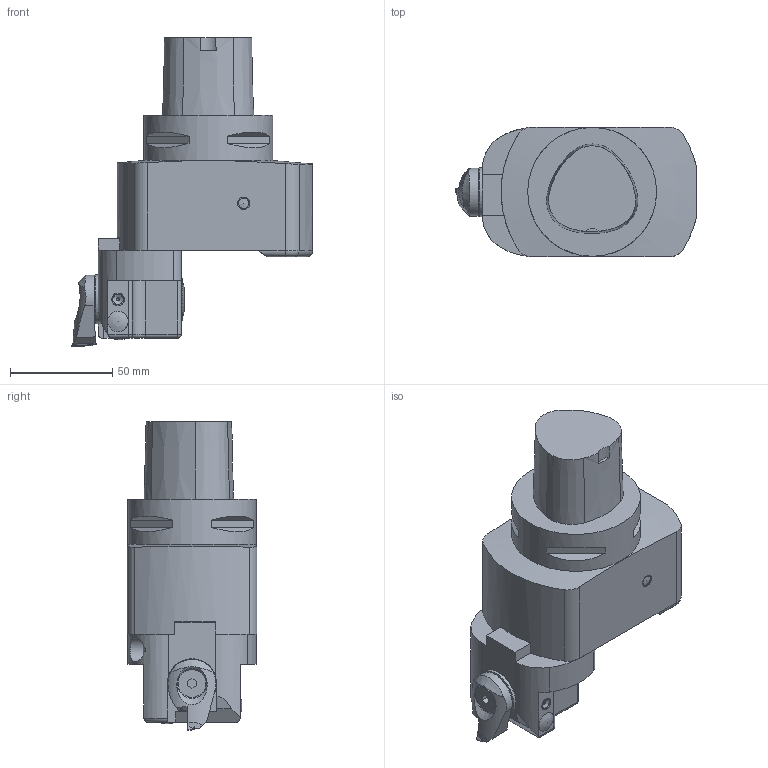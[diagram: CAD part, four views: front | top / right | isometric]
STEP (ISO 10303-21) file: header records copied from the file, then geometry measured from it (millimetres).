
FILE_DESCRIPTION(/* description */ (''),/* implementation_level */ '2;1');
FILE_NAME(/* name */ '1566982471220.stp',/* time_stamp */ '2019-08-28T10:54:38+02:00',/* author */ (''),/* organization */ ('SMS'),/* preprocessor_version */ 'ST-DEVELOPER v16.7',/* originating_system */ 'SIEMENS PLM Software NX 12.0',/* authorisation */ '');
FILE_SCHEMA (('AUTOMOTIVE_DESIGN { 1 0 10303 214 3 1 1 1 }'));
Length unit declared in the file: millimetre
Products named in the file (8): IsoTurningInsert; 202218425mod000_00; ASSEMBLY_CONSTRUCTION; 111169606mod000_01; 111166529mod000_01; 111169240mod000_01; 111165073mod000_01
Assembly tree (7 placements, depth 3):
  111165073mod000_01
    111166529mod000_01
    111169606mod000_01
    111169240mod000_01
      ASSEMBLY_CONSTRUCTION
      202218425mod000_00
      IsoTurningInsert
    ASSEMBLY_CONSTRUCTION
Bounding box: 117.79 x 63.4 x 151 mm (x, y, z)
Volume: 380456.9 mm3; surface area: 54375.4 mm2
Topology: 4 solids, 7 shells, 454 faces, 1229 edges, 813 vertices
Faces by surface type: plane 323, cylinder 66, cone 39, sphere 13, torus 12, bspline 1
Full cylindrical faces by diameter (mm): 1 x1, 1.5 x1, 2.8 x2, 4.7 x1, 5.015 x1, 6 x1, 6.015 x1, 6.25 x1, 8 x3, 8.018 x1, 8.1 x1, 10.018 x2, 12.021 x1, 13.6 x1, 24 x2, 24.046 x1, 26.011 x1, 63 x1
Entity records: 14419 total; most frequent: CARTESIAN_POINT 3522, ORIENTED_EDGE 2250, DIRECTION 2065, EDGE_CURVE 1125, AXIS2_PLACEMENT_3D 775, VERTEX_POINT 756, EDGE_LOOP 526, LINE 515
